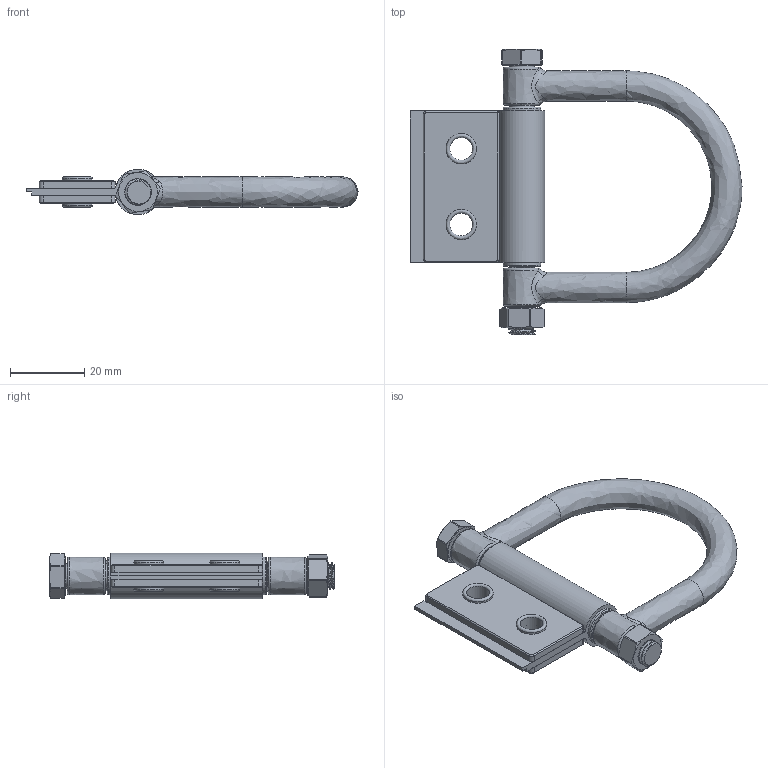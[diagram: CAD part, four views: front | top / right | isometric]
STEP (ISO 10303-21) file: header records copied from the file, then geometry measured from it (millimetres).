
FILE_DESCRIPTION(('FreeCAD Model'),'2;1');
FILE_NAME('Open CASCADE Shape Model','2025-04-26T04:43:58',('FreeCAD'),( 'FreeCAD'),'Open CASCADE STEP processor 7.6','FreeCAD','Unknown');
FILE_SCHEMA(('AUTOMOTIVE_DESIGN { 1 0 10303 214 1 1 1 1 }'));
Length unit declared in the file: millimetre
Products named in the file (1): Open CASCADE STEP translator 7.6 1
Bounding box: 89.41 x 76.75 x 12.24 mm (x, y, z)
Volume: 20022.5 mm3; surface area: 18639.4 mm2
Topology: 6 solids, 6 shells, 263 faces, 712 edges, 465 vertices
Faces by surface type: bspline 263
Entity records: 16864 total; most frequent: CARTESIAN_POINT 12818, ORIENTED_EDGE 1424, EDGE_CURVE 712, B_SPLINE_CURVE_WITH_KNOTS 509, VERTEX_POINT 465, FACE_BOUND 287, EDGE_LOOP 287, ADVANCED_FACE 263
